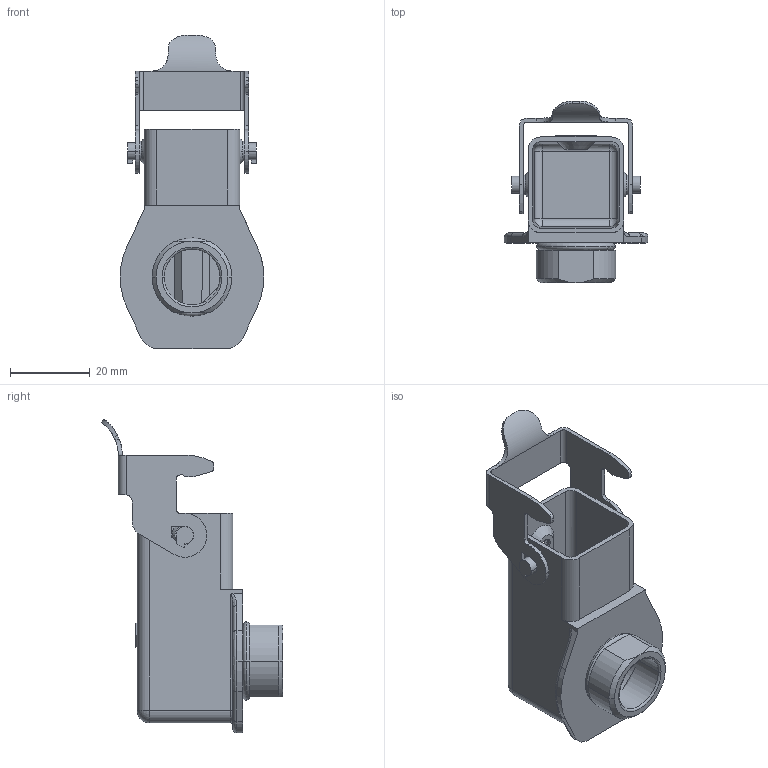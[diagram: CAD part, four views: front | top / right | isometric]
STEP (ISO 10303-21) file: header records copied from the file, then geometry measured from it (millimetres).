
FILE_DESCRIPTION(('CoCreate Modeling STEP Export'),'2;1');
FILE_NAME('MKA IAF20.stp','2010-01-12T15:58:48',(''),(''),'CoCreate Modeling STEP processor for AP214 (Solid Model)','CoCreate Modeling 16.00A 16-Aug-2008 (C) Parametric Technology GmbH','');
FILE_SCHEMA(('AUTOMOTIVE_DESIGN { 1 0 10303 214 1 1 1 1 }'));
Length unit declared in the file: millimetre
Products named in the file (3): CUSTODIA; LEVA; MKA_IAF20
Assembly tree (2 placements, depth 2):
  MKA_IAF20
    LEVA
    CUSTODIA
Bounding box: 36 x 45.45 x 78.6 mm (x, y, z)
Volume: 12348.4 mm3; surface area: 14668.7 mm2
Topology: 2 solids, 3 shells, 252 faces, 645 edges, 404 vertices
Faces by surface type: cylinder 114, plane 107, cone 11, torus 11, sphere 6, bspline 3
Entity records: 11983 total; most frequent: CARTESIAN_POINT 4084, ORIENTED_EDGE 1286, DIRECTION 1165, EDGE_CURVE 639, VERTEX_POINT 404, AXIS2_PLACEMENT_3D 399, VECTOR 367, LINE 367
